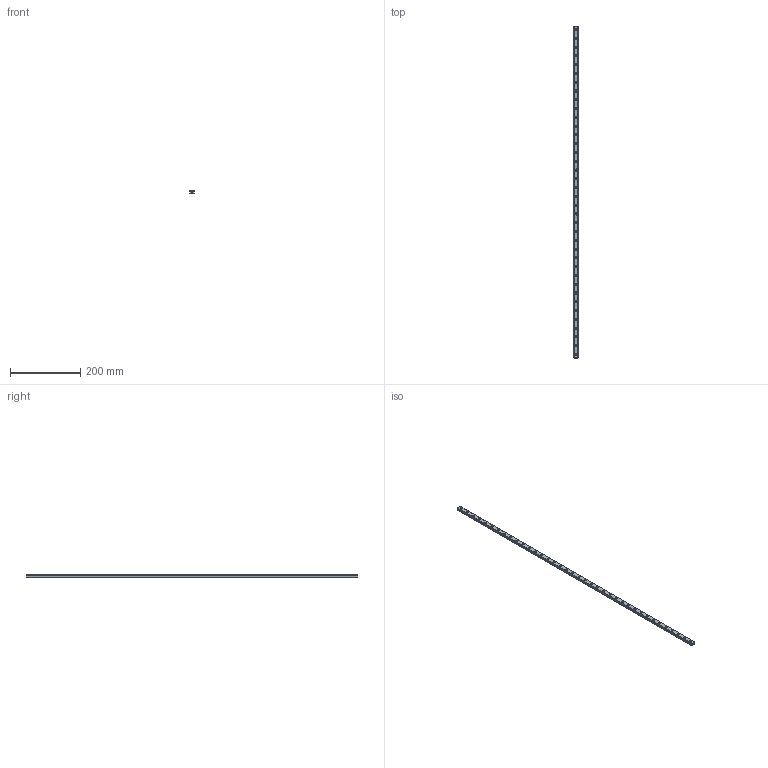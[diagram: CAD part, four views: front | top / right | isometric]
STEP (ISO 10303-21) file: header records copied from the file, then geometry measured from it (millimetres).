
FILE_DESCRIPTION(('STEP AP214'),'1');
FILE_NAME('cctmp_2F0B8221-D104-4948-876F-06E92D5718AF_2021_02_19_09_57_59_0567..stp','2021-02-19T08:57:59',('HIWIN GmbH'),('CADClick - www.CADClick.com'),'Spatial InterOp 3D',' ','unknown authorization');
FILE_SCHEMA(('AUTOMOTIVE_DESIGN'));
Length unit declared in the file: millimetre
Products named in the file (1): MGNR12R945CM_FILE
Bounding box: 12 x 945 x 8 mm (x, y, z)
Volume: 80906.8 mm3; surface area: 47099.9 mm2
Topology: 1 solids, 1 shells, 437 faces, 951 edges, 634 vertices
Faces by surface type: cylinder 244, plane 193
Entity records: 15673 total; most frequent: DIRECTION 2315, CARTESIAN_POINT 2023, ORIENTED_EDGE 1902, EDGE_CURVE 951, AXIS2_PLACEMENT_3D 926, VERTEX_POINT 634, EDGE_LOOP 555, CIRCLE 488
